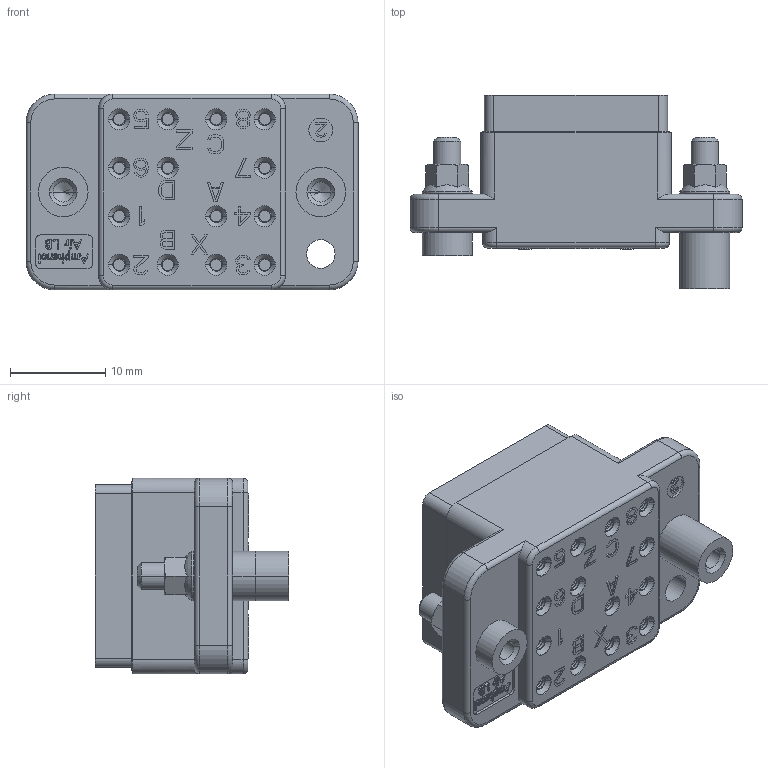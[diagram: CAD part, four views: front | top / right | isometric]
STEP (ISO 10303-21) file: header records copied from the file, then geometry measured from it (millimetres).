
FILE_DESCRIPTION((''),'2;1');
FILE_NAME('00158220202','2020-09-30T',('presta_be4'),(''),'CREO PARAMETRIC BY PTC INC, 2018360','CREO PARAMETRIC BY PTC INC, 2018360','');
FILE_SCHEMA(('CONFIG_CONTROL_DESIGN'));
Products named in the file (1): 00158220202
Bounding box: 34.8 x 20.31 x 20.5 mm (x, y, z)
Volume: 6990.3 mm3; surface area: 7088 mm2
Topology: 1 solids, 1 shells, 3020 faces, 7984 edges, 4992 vertices
Faces by surface type: plane 1424, cylinder 576, torus 408, cone 404, extrusion 204, sphere 4
Entity records: 97575 total; most frequent: CARTESIAN_POINT 23477, ORIENTED_EDGE 15904, DIRECTION 14876, EDGE_CURVE 7952, AXIS2_PLACEMENT_3D 5184, VERTEX_POINT 4992, VECTOR 4508, LINE 4304
